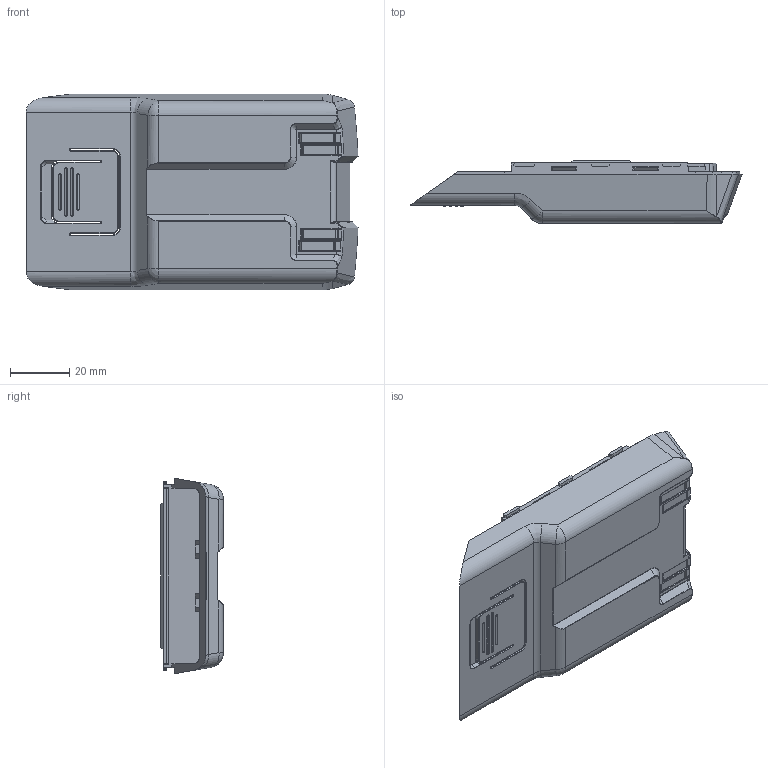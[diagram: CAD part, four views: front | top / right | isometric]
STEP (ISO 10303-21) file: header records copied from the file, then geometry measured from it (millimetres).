
FILE_DESCRIPTION (( 'STEP AP214' ), '1' );
FILE_NAME ('27010080.STEP', '2008-08-06T12:09:35', ( ' ' ), ( '' ), 'SwSTEP 2.0', 'SolidWorks 2008', '' );
FILE_SCHEMA (( 'AUTOMOTIVE_DESIGN' ));
Length unit declared in the file: millimetre
Products named in the file (3): 41091_Standard; 27010080; 41092_Standard
Assembly tree (2 placements, depth 2):
  27010080
    41091_Standard
    41092_Standard
Bounding box: 111.74 x 21.1 x 65.8 mm (x, y, z)
Volume: 28731.5 mm3; surface area: 36322.4 mm2
Topology: 2 solids, 2 shells, 897 faces, 2463 edges, 1558 vertices
Faces by surface type: plane 554, cylinder 116, cone 84, bspline 84, torus 53, sphere 6
Entity records: 30781 total; most frequent: CARTESIAN_POINT 8999, ORIENTED_EDGE 4898, DIRECTION 4013, EDGE_CURVE 2449, LINE 1687, VECTOR 1687, VERTEX_POINT 1558, AXIS2_PLACEMENT_3D 1163
